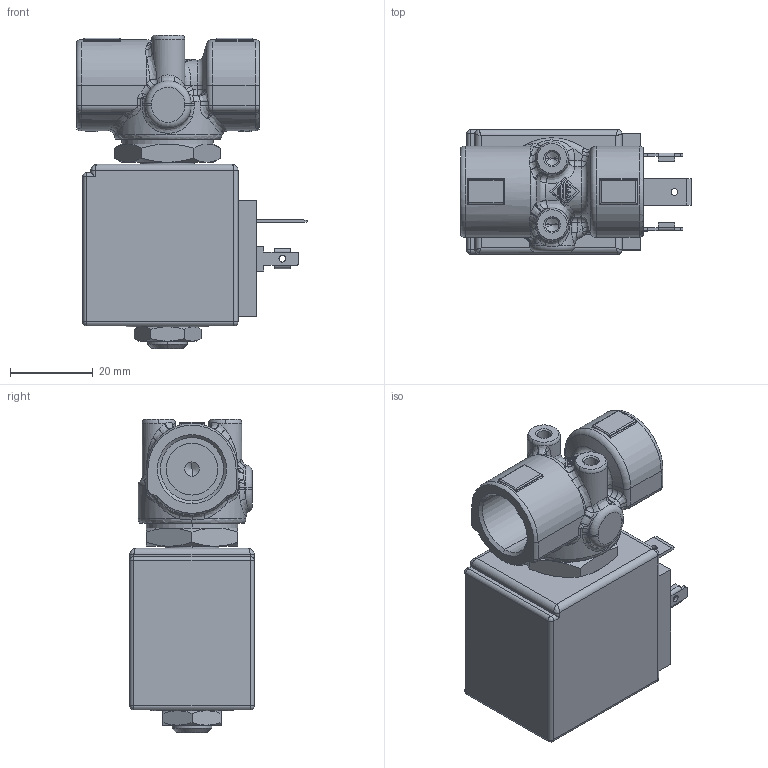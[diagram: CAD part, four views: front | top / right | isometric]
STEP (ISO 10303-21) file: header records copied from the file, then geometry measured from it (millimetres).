
FILE_DESCRIPTION((''),'2;1');
FILE_NAME('21A5KT45_BDA_INGOMBRO_ASM','2009-07-06T',('romeri'),('O.D.E.'),'PRO/ENGINEER BY PARAMETRIC TECHNOLOGY CORPORATION, 2005450','PRO/ENGINEER BY PARAMETRIC TECHNOLOGY CORPORATION, 2005450','');
FILE_SCHEMA(('CONFIG_CONTROL_DESIGN'));
Length unit declared in the file: millimetre
Products named in the file (6): 4500A5_INGOMBRO1; 450606_INGOMBRO; BOBINA_8_W_INGOMBRO; 450145; 450146; 21A5KT45_BDA_INGOMBRO_ASM
Assembly tree (5 placements, depth 2):
  21A5KT45_BDA_INGOMBRO_ASM
    4500A5_INGOMBRO1
    450606_INGOMBRO
    BOBINA_8_W_INGOMBRO
    450145
    450146
Bounding box: 55.51 x 30 x 75.55 mm (x, y, z)
Volume: 55184.8 mm3; surface area: 24942 mm2
Topology: 5 solids, 10 shells, 572 faces, 1408 edges, 859 vertices
Faces by surface type: plane 237, cylinder 156, cone 63, bspline 58, torus 32, sphere 26
Entity records: 26808 total; most frequent: CARTESIAN_POINT 6536, ORIENTED_EDGE 2764, DIRECTION 2588, PRESENTATION_STYLE_ASSIGNMENT 1724, EDGE_CURVE 1382, STYLED_ITEM 1338, CURVE_STYLE 1290, AXIS2_PLACEMENT_3D 1016
